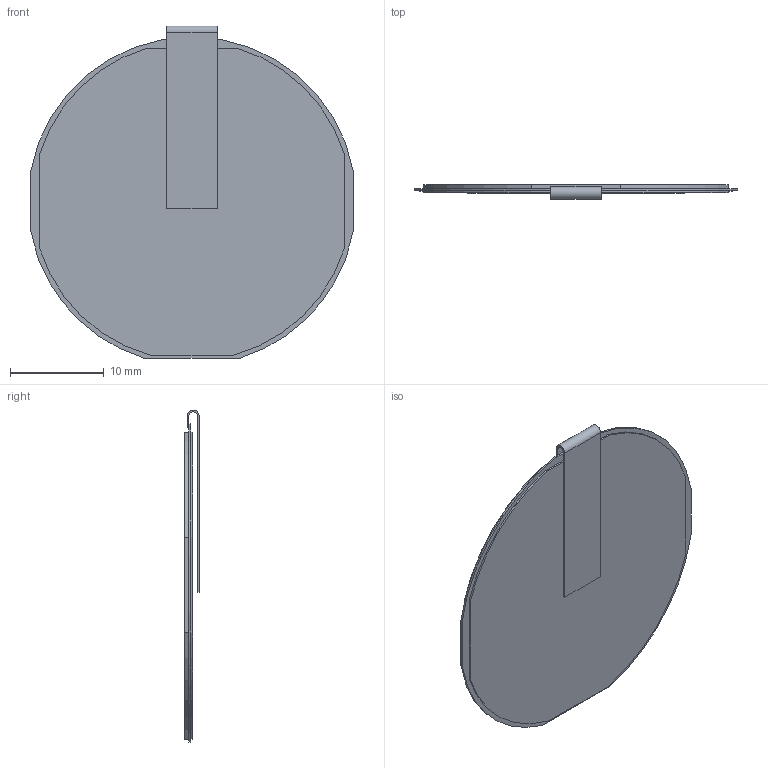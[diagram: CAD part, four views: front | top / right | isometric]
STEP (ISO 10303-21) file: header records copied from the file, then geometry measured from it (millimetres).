
FILE_DESCRIPTION (( 'STEP AP214' ), '1' );
FILE_NAME ('LS012B7DD06.STEP', '2020-08-10T19:53:50', ( '' ), ( '' ), 'SwSTEP 2.0', 'SolidWorks 2018', '' );
FILE_SCHEMA (( 'AUTOMOTIVE_DESIGN' ));
Length unit declared in the file: millimetre
Products named in the file (1): LS012B7DD06
Bounding box: 34.5 x 1.54 x 35.39 mm (x, y, z)
Volume: 786.1 mm3; surface area: 2237.4 mm2
Topology: 1 solids, 1 shells, 45 faces, 118 edges, 78 vertices
Faces by surface type: plane 29, cylinder 16
Entity records: 1917 total; most frequent: DIRECTION 242, CARTESIAN_POINT 242, ORIENTED_EDGE 236, EDGE_CURVE 118, VECTOR 86, LINE 86, VERTEX_POINT 78, AXIS2_PLACEMENT_3D 78
